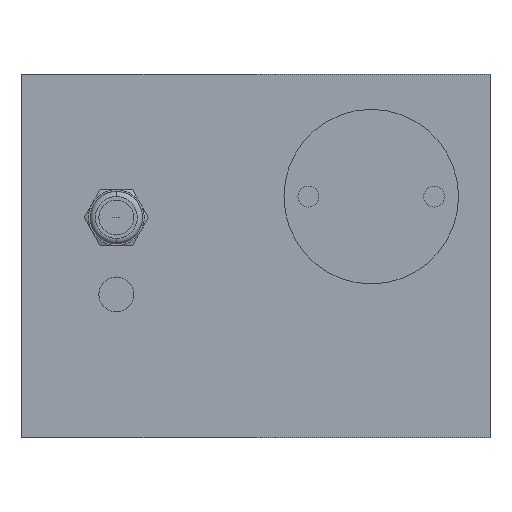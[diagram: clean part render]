
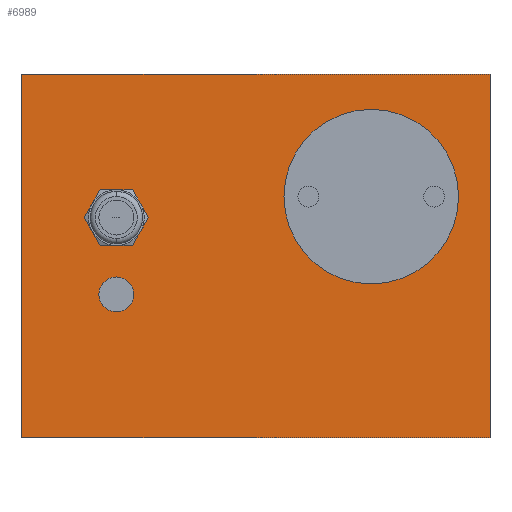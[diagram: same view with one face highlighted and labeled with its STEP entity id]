
A CAD part, left-side view. The second image highlights one B-rep face of the part: STEP entity #6989.
In plain terms, the highlighted planar face has unit normal (-1, 0, 0).
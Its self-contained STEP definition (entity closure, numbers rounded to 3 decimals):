
#753=DIRECTION('',(0.,0.,1.));
#754=VECTOR('',#753,52.);
#755=CARTESIAN_POINT('',(0.,67.,-52.));
#756=LINE('',#755,#754);
#797=DIRECTION('',(0.,-1.,0.));
#798=VECTOR('',#797,67.);
#799=CARTESIAN_POINT('',(0.,67.,-52.));
#800=LINE('',#799,#798);
#801=DIRECTION('',(0.,1.,0.));
#802=VECTOR('',#801,67.);
#803=CARTESIAN_POINT('',(0.,0.,0.));
#804=LINE('',#803,#802);
#805=DIRECTION('',(0.,0.,1.));
#806=VECTOR('',#805,52.);
#807=CARTESIAN_POINT('',(0.,0.,-52.));
#808=LINE('',#807,#806);
#809=CARTESIAN_POINT('',(0.,17.,-17.5));
#810=DIRECTION('',(1.,0.,0.));
#811=DIRECTION('',(0.,0.,-1.));
#812=AXIS2_PLACEMENT_3D('',#809,#810,#811);
#814=CARTESIAN_POINT('',(0.,17.,-17.5));
#815=DIRECTION('',(1.,0.,0.));
#816=DIRECTION('',(0.,0.,1.));
#817=AXIS2_PLACEMENT_3D('',#814,#815,#816);
#819=CARTESIAN_POINT('',(0.,53.5,-31.5));
#820=DIRECTION('',(1.,0.,0.));
#821=DIRECTION('',(0.,0.,-1.));
#822=AXIS2_PLACEMENT_3D('',#819,#820,#821);
#824=CARTESIAN_POINT('',(0.,53.5,-31.5));
#825=DIRECTION('',(1.,0.,0.));
#826=DIRECTION('',(0.,0.,1.));
#827=AXIS2_PLACEMENT_3D('',#824,#825,#826);
#829=CARTESIAN_POINT('',(0.,53.5,-20.5));
#830=DIRECTION('',(-1.,0.,0.));
#831=DIRECTION('',(0.,-0.866,0.5));
#832=AXIS2_PLACEMENT_3D('',#829,#830,#831);
#834=CARTESIAN_POINT('',(0.,53.5,-20.5));
#835=DIRECTION('',(-1.,0.,0.));
#836=DIRECTION('',(0.,0.,1.));
#837=AXIS2_PLACEMENT_3D('',#834,#835,#836);
#839=CARTESIAN_POINT('',(0.,53.5,-20.5));
#840=DIRECTION('',(-1.,0.,0.));
#841=DIRECTION('',(0.,0.866,0.5));
#842=AXIS2_PLACEMENT_3D('',#839,#840,#841);
#844=CARTESIAN_POINT('',(0.,53.5,-20.5));
#845=DIRECTION('',(-1.,0.,0.));
#846=DIRECTION('',(0.,0.866,-0.5));
#847=AXIS2_PLACEMENT_3D('',#844,#845,#846);
#849=CARTESIAN_POINT('',(0.,53.5,-20.5));
#850=DIRECTION('',(-1.,0.,0.));
#851=DIRECTION('',(0.,0.,-1.));
#852=AXIS2_PLACEMENT_3D('',#849,#850,#851);
#854=CARTESIAN_POINT('',(0.,53.5,-20.5));
#855=DIRECTION('',(-1.,0.,0.));
#856=DIRECTION('',(0.,-0.866,-0.5));
#857=AXIS2_PLACEMENT_3D('',#854,#855,#856);
#4927=CARTESIAN_POINT('',(0.,0.,-52.));
#4928=VERTEX_POINT('',#4927);
#4929=CARTESIAN_POINT('',(0.,67.,-52.));
#4930=VERTEX_POINT('',#4929);
#4953=CARTESIAN_POINT('',(0.,0.,0.));
#4954=VERTEX_POINT('',#4953);
#4955=CARTESIAN_POINT('',(0.,67.,0.));
#4956=VERTEX_POINT('',#4955);
#5593=CARTESIAN_POINT('',(0.,17.,-30.));
#5594=CARTESIAN_POINT('',(0.,17.,-5.));
#5595=VERTEX_POINT('',#5593);
#5596=VERTEX_POINT('',#5594);
#5597=CARTESIAN_POINT('',(0.,53.5,-34.));
#5598=CARTESIAN_POINT('',(0.,53.5,-29.));
#5599=VERTEX_POINT('',#5597);
#5600=VERTEX_POINT('',#5598);
#6307=CARTESIAN_POINT('',(0.,50.036,-18.5));
#6308=CARTESIAN_POINT('',(0.,53.5,-16.5));
#6309=VERTEX_POINT('',#6307);
#6310=VERTEX_POINT('',#6308);
#6311=CARTESIAN_POINT('',(0.,56.964,-22.5));
#6312=CARTESIAN_POINT('',(0.,53.5,-24.5));
#6313=VERTEX_POINT('',#6311);
#6314=VERTEX_POINT('',#6312);
#6315=CARTESIAN_POINT('',(0.,50.036,-22.5));
#6316=VERTEX_POINT('',#6315);
#6317=CARTESIAN_POINT('',(0.,56.964,-18.5));
#6318=VERTEX_POINT('',#6317);
#6951=CARTESIAN_POINT('',(0.,33.5,-26.));
#6952=DIRECTION('',(1.,0.,0.));
#6953=DIRECTION('',(0.,-1.,0.));
#6954=AXIS2_PLACEMENT_3D('',#6951,#6952,#6953);
#6955=PLANE('',#6954);
#6956=ORIENTED_EDGE('',*,*,#6847,.F.);
#6957=ORIENTED_EDGE('',*,*,#6922,.T.);
#6958=ORIENTED_EDGE('',*,*,#6348,.F.);
#6960=ORIENTED_EDGE('',*,*,#6959,.F.);
#6961=EDGE_LOOP('',(#6956,#6957,#6958,#6960));
#6962=FACE_OUTER_BOUND('',#6961,.F.);
#6964=ORIENTED_EDGE('',*,*,#6963,.F.);
#6966=ORIENTED_EDGE('',*,*,#6965,.F.);
#6967=EDGE_LOOP('',(#6964,#6966));
#6968=FACE_BOUND('',#6967,.F.);
#6970=ORIENTED_EDGE('',*,*,#6969,.F.);
#6972=ORIENTED_EDGE('',*,*,#6971,.F.);
#6973=EDGE_LOOP('',(#6970,#6972));
#6974=FACE_BOUND('',#6973,.F.);
#6976=ORIENTED_EDGE('',*,*,#6975,.T.);
#6978=ORIENTED_EDGE('',*,*,#6977,.T.);
#6980=ORIENTED_EDGE('',*,*,#6979,.T.);
#6982=ORIENTED_EDGE('',*,*,#6981,.T.);
#6984=ORIENTED_EDGE('',*,*,#6983,.T.);
#6986=ORIENTED_EDGE('',*,*,#6985,.T.);
#6987=EDGE_LOOP('',(#6976,#6978,#6980,#6982,#6984,#6986));
#6988=FACE_BOUND('',#6987,.F.);
#6989=ADVANCED_FACE('',(#6962,#6968,#6974,#6988),#6955,.F.);
#813=CIRCLE('',#812,12.5);
#818=CIRCLE('',#817,12.5);
#823=CIRCLE('',#822,2.5);
#828=CIRCLE('',#827,2.5);
#833=CIRCLE('',#832,4.);
#838=CIRCLE('',#837,4.);
#843=CIRCLE('',#842,4.);
#848=CIRCLE('',#847,4.);
#853=CIRCLE('',#852,4.);
#858=CIRCLE('',#857,4.);
#6348=EDGE_CURVE('',#4954,#4956,#804,.T.);
#6847=EDGE_CURVE('',#4930,#4928,#800,.T.);
#6922=EDGE_CURVE('',#4930,#4956,#756,.T.);
#6959=EDGE_CURVE('',#4928,#4954,#808,.T.);
#6963=EDGE_CURVE('',#5595,#5596,#813,.T.);
#6965=EDGE_CURVE('',#5596,#5595,#818,.T.);
#6969=EDGE_CURVE('',#5599,#5600,#823,.T.);
#6971=EDGE_CURVE('',#5600,#5599,#828,.T.);
#6975=EDGE_CURVE('',#6309,#6310,#833,.T.);
#6977=EDGE_CURVE('',#6310,#6318,#838,.T.);
#6979=EDGE_CURVE('',#6318,#6313,#843,.T.);
#6981=EDGE_CURVE('',#6313,#6314,#848,.T.);
#6983=EDGE_CURVE('',#6314,#6316,#853,.T.);
#6985=EDGE_CURVE('',#6316,#6309,#858,.T.);
